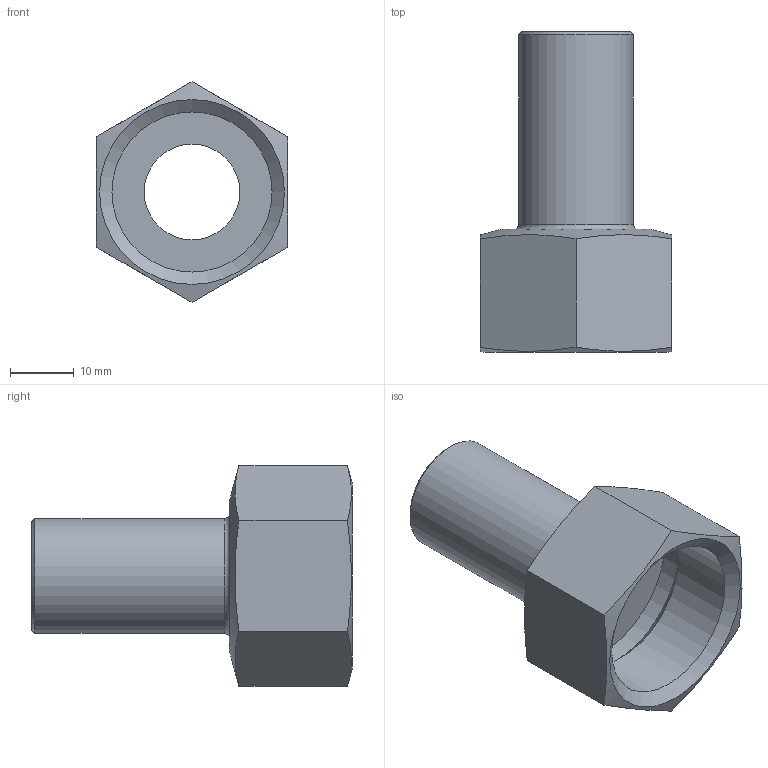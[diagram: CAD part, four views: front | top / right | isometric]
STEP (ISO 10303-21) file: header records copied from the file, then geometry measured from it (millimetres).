
FILE_DESCRIPTION(/* description */ ('MANICOTTO CON INSERIMENTO FILETTO FEMMINA 18x3/4'''' (INOXPRES GAS)'),/* implementation_level */ '2;1');
FILE_NAME(/* name */ '269304018_Inoxpres.stp',/* time_stamp */ '2022-10-13T08:45:02+02:00',/* author */ ('Vault'),/* organization */ ('Raccorderie metalliche s.p.a. '),/* preprocessor_version */ 'ST-DEVELOPER v18.1',/* originating_system */ 'Autodesk Inventor 2020',/* authorisation */ 'Raccorderie metalliche s.p.a. ');
FILE_SCHEMA (('AUTOMOTIVE_DESIGN { 1 0 10303 214 3 1 1 }'));
Length unit declared in the file: millimetre
Products named in the file (1): 269304018_Inoxpres
Bounding box: 30 x 50.27 x 34.64 mm (x, y, z)
Volume: 8048.4 mm3; surface area: 7794.3 mm2
Topology: 1 solids, 1 shells, 20 faces, 52 edges, 35 vertices
Faces by surface type: plane 9, cone 6, cylinder 4, torus 1
Full cylindrical faces by diameter (mm): 15 x1, 18 x1, 25.1 x1, 28 x1
Entity records: 661 total; most frequent: CARTESIAN_POINT 132, DIRECTION 106, ORIENTED_EDGE 104, EDGE_CURVE 52, AXIS2_PLACEMENT_3D 45, VERTEX_POINT 35, CIRCLE 24, EDGE_LOOP 23
